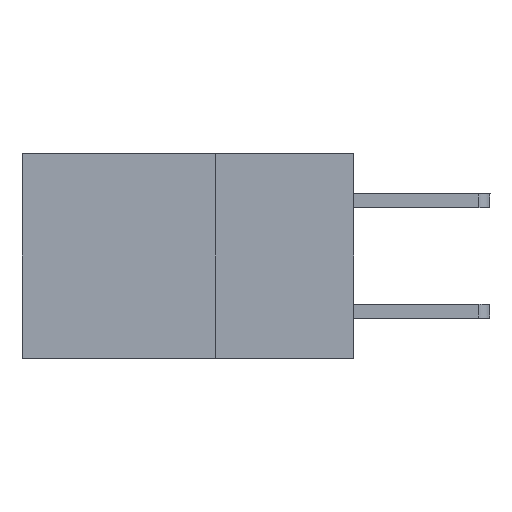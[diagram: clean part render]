
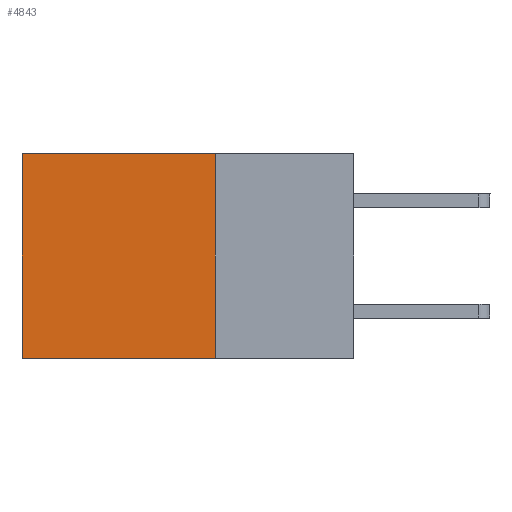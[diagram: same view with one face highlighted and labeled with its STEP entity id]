
A CAD part, left-side view. The second image highlights one B-rep face of the part: STEP entity #4843.
In plain terms, the highlighted planar face has unit normal (-1, 0, 0).
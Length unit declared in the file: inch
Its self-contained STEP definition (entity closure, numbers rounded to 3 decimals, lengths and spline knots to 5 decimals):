
#239 = ORIENTED_EDGE ( 'NONE', *, *, #5589, .F. ) ;
#717 = CARTESIAN_POINT ( 'NONE',  ( 0.2875, 0.25, 0. ) ) ;
#1183 = CARTESIAN_POINT ( 'NONE',  ( 0.2875, 0.6, 0. ) ) ;
#1687 = DIRECTION ( 'NONE',  ( 1., 0., 0. ) ) ;
#1865 = CARTESIAN_POINT ( 'NONE',  ( 0.2875, 0.25, -0.37 ) ) ;
#1970 = VERTEX_POINT ( 'NONE', #10217 ) ;
#2368 = VECTOR ( 'NONE', #6451, 39.37008 ) ;
#2570 = AXIS2_PLACEMENT_3D ( 'NONE', #717, #1687, #8208 ) ;
#3255 = DIRECTION ( 'NONE',  ( 0., 0., -1. ) ) ;
#3641 = CARTESIAN_POINT ( 'NONE',  ( 0.2875, 0.6, 0. ) ) ;
#3737 = LINE ( 'NONE', #4179, #10388 ) ;
#4179 = CARTESIAN_POINT ( 'NONE',  ( 0.2875, 0.25, 0. ) ) ;
#4471 = VERTEX_POINT ( 'NONE', #1183 ) ;
#4699 = VECTOR ( 'NONE', #10157, 39.37008 ) ;
#4843 = ADVANCED_FACE ( 'NONE', ( #5458 ), #11743, .F. ) ;
#4892 = ORIENTED_EDGE ( 'NONE', *, *, #8773, .T. ) ;
#5092 = DIRECTION ( 'NONE',  ( 0., 1., 0. ) ) ;
#5458 = FACE_OUTER_BOUND ( 'NONE', #9581, .T. ) ;
#5589 = EDGE_CURVE ( 'NONE', #5775, #1970, #7726, .T. ) ;
#5718 = VECTOR ( 'NONE', #3255, 39.37008 ) ;
#5726 = ORIENTED_EDGE ( 'NONE', *, *, #9323, .T. ) ;
#5749 = EDGE_CURVE ( 'NONE', #7730, #5775, #8131, .T. ) ;
#5775 = VERTEX_POINT ( 'NONE', #9686 ) ;
#6283 = CARTESIAN_POINT ( 'NONE',  ( 0.2875, 0.25, 0. ) ) ;
#6451 = DIRECTION ( 'NONE',  ( 0., 0., -1. ) ) ;
#6983 = CARTESIAN_POINT ( 'NONE',  ( 0.2875, 0.25, 0. ) ) ;
#7726 = LINE ( 'NONE', #1865, #4699 ) ;
#7730 = VERTEX_POINT ( 'NONE', #6283 ) ;
#8131 = LINE ( 'NONE', #6983, #5718 ) ;
#8208 = DIRECTION ( 'NONE',  ( 0., 0., -1. ) ) ;
#8393 = ORIENTED_EDGE ( 'NONE', *, *, #5749, .F. ) ;
#8773 = EDGE_CURVE ( 'NONE', #7730, #4471, #3737, .T. ) ;
#9323 = EDGE_CURVE ( 'NONE', #4471, #1970, #9706, .T. ) ;
#9581 = EDGE_LOOP ( 'NONE', ( #5726, #239, #8393, #4892 ) ) ;
#9686 = CARTESIAN_POINT ( 'NONE',  ( 0.2875, 0.25, -0.37 ) ) ;
#9706 = LINE ( 'NONE', #3641, #2368 ) ;
#10157 = DIRECTION ( 'NONE',  ( 0., 1., 0. ) ) ;
#10217 = CARTESIAN_POINT ( 'NONE',  ( 0.2875, 0.6, -0.37 ) ) ;
#10388 = VECTOR ( 'NONE', #5092, 39.37008 ) ;
#11743 = PLANE ( 'NONE',  #2570 ) ;
